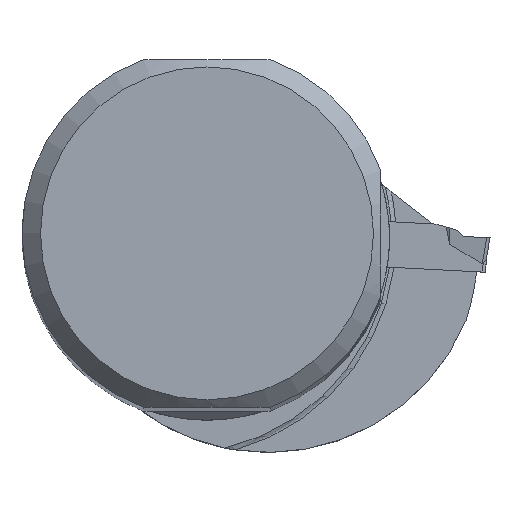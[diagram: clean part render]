
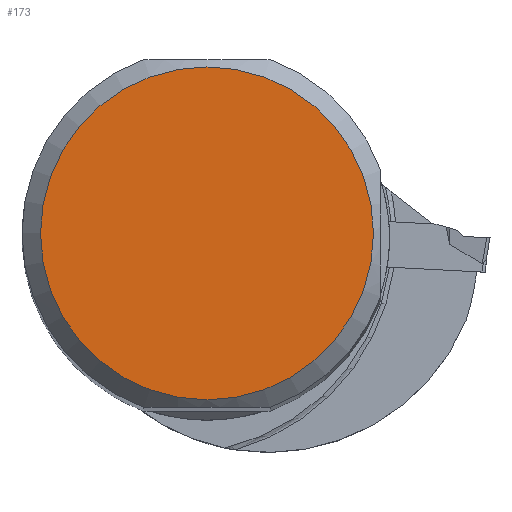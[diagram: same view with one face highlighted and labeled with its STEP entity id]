
A CAD part, top view. The second image highlights one B-rep face of the part: STEP entity #173.
In plain terms, the highlighted planar face has unit normal (0, 0, 1).
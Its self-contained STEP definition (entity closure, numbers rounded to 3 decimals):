
#173=ADVANCED_FACE('',(#287),#234,.F.);
#234=PLANE('',#1616);
#287=FACE_OUTER_BOUND('',#363,.T.);
#363=EDGE_LOOP('',(#816));
#433=CIRCLE('',#1606,22.5);
#816=ORIENTED_EDGE('',*,*,#1310,.T.);
#1150=VERTEX_POINT('',#2315);
#1310=EDGE_CURVE('',#1150,#1150,#433,.T.);
#1606=AXIS2_PLACEMENT_3D('',#2314,#1816,#1817);
#1616=AXIS2_PLACEMENT_3D('',#2345,#1837,#1838);
#1816=DIRECTION('',(0.,0.,1.));
#1817=DIRECTION('',(0.,1.,0.));
#1837=DIRECTION('',(0.,0.,-1.));
#1838=DIRECTION('',(0.,1.,0.));
#2314=CARTESIAN_POINT('',(0.,0.,0.));
#2315=CARTESIAN_POINT('',(0.,22.5,0.));
#2345=CARTESIAN_POINT('',(0.,0.,0.));
